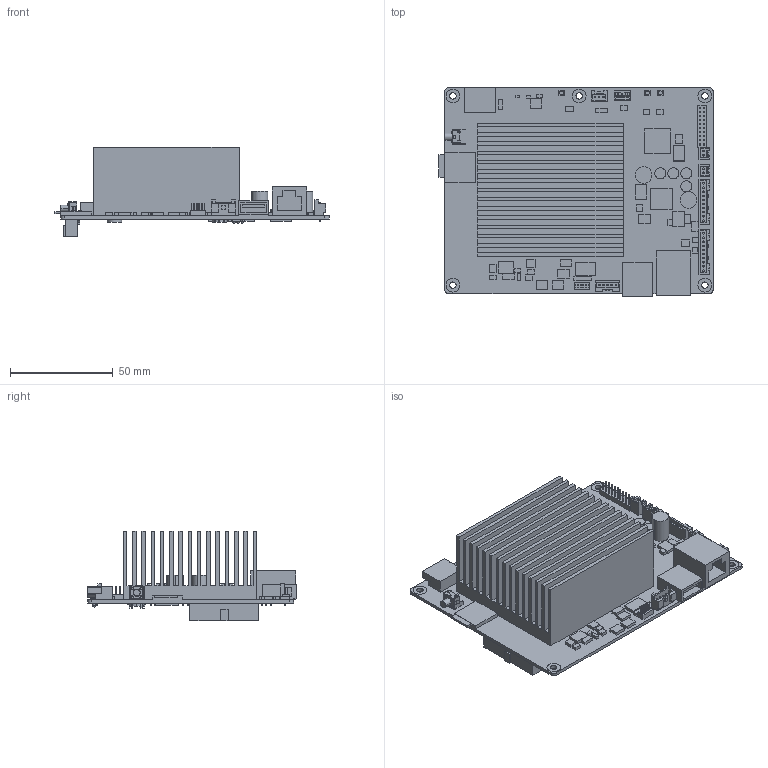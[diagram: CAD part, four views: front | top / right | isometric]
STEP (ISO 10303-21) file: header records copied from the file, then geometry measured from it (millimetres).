
FILE_DESCRIPTION (( 'STEP AP203' ), '1' );
FILE_NAME ('CIRCUIT BOARD, ATOMIC PI.STEP', '2022-08-01T01:24:17', ( '' ), ( '' ), 'SwSTEP 2.0', 'SolidWorks 2020', '' );
FILE_SCHEMA (( 'CONFIG_CONTROL_DESIGN' ));
Length unit declared in the file: millimetre
Products named in the file (1): CIRCUIT BOARD, ATOMIC PI
Bounding box: 133.12 x 101.4 x 43.37 mm (x, y, z)
Volume: 112861.6 mm3; surface area: 96709.5 mm2
Topology: 1 solids, 1 shells, 1319 faces, 3281 edges, 2180 vertices
Faces by surface type: plane 1027, cylinder 283, bspline 9
Entity records: 39083 total; most frequent: CARTESIAN_POINT 6908, ORIENTED_EDGE 6550, DIRECTION 6461, EDGE_CURVE 3275, LINE 2691, VECTOR 2691, VERTEX_POINT 2180, AXIS2_PLACEMENT_3D 1885
